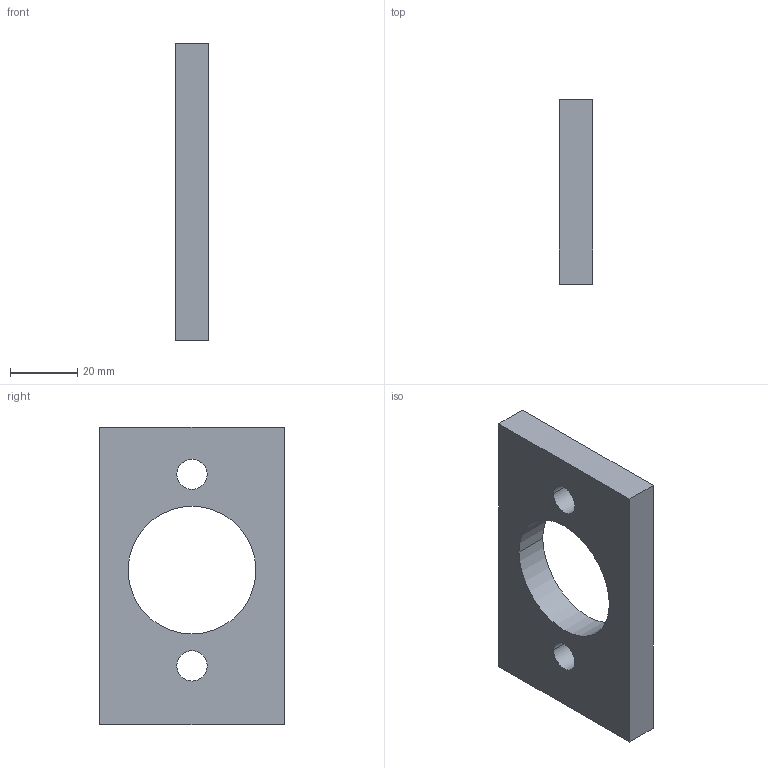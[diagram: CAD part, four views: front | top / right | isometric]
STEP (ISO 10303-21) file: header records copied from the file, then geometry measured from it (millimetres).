
FILE_DESCRIPTION(('CATIA V5 STEP Exchange'),'2;1');
FILE_NAME('SUPPORT.stp','2021-08-30T21:59:52+00:00',('none'),('none'),'CATIA Version 5 Release 19 SP 2 (IN-10)','CATIA V5 STEP AP203','none');
FILE_SCHEMA(('CONFIG_CONTROL_DESIGN'));
Length unit declared in the file: millimetre
Products named in the file (1): Part1
Bounding box: 10 x 55 x 88.5 mm (x, y, z)
Volume: 35043.1 mm3; surface area: 12617.3 mm2
Topology: 1 solids, 1 shells, 24 faces, 58 edges, 34 vertices
Faces by surface type: cylinder 10, cone 8, plane 6
Entity records: 659 total; most frequent: ORIENTED_EDGE 108, CARTESIAN_POINT 104, DIRECTION 84, EDGE_CURVE 54, AXIS2_PLACEMENT_3D 40, VERTEX_POINT 34, EDGE_LOOP 32, VECTOR 30
